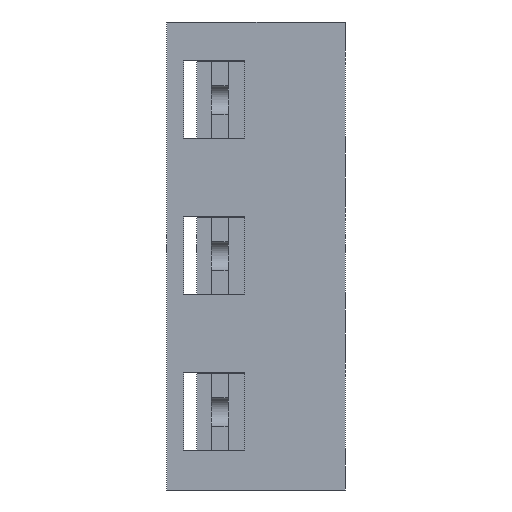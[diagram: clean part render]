
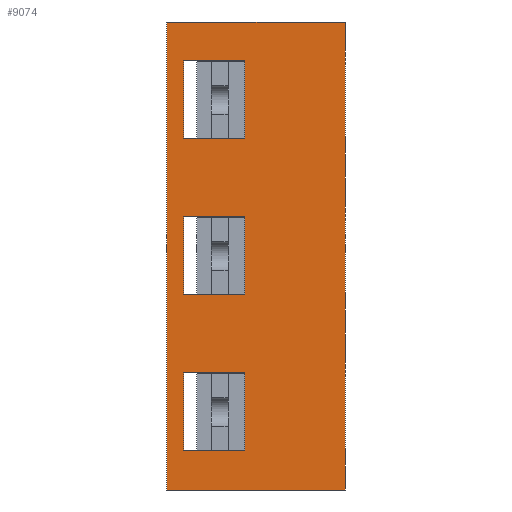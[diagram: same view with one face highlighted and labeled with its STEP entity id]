
A CAD part, left-side view. The second image highlights one B-rep face of the part: STEP entity #9074.
In plain terms, the highlighted planar face has unit normal (-1, 0, 0).
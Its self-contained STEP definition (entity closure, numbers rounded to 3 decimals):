
#17=DIRECTION('',(0.,-1.,0.));
#18=VECTOR('',#17,16.);
#19=CARTESIAN_POINT('',(-17.5,12.5,2016.));
#20=LINE('',#19,#18);
#497=DIRECTION('',(0.,-1.,0.));
#498=VECTOR('',#497,16.);
#499=CARTESIAN_POINT('',(-17.5,12.5,1974.));
#500=LINE('',#499,#498);
#501=DIRECTION('',(0.,0.,1.));
#502=VECTOR('',#501,42.);
#503=CARTESIAN_POINT('',(-17.5,12.5,1974.));
#504=LINE('',#503,#502);
#505=DIRECTION('',(0.,-1.,0.));
#506=VECTOR('',#505,5.5);
#507=CARTESIAN_POINT('',(-17.5,11.,2005.5));
#508=LINE('',#507,#506);
#509=DIRECTION('',(0.,0.,1.));
#510=VECTOR('',#509,7.);
#511=CARTESIAN_POINT('',(-17.5,5.5,2005.5));
#512=LINE('',#511,#510);
#513=DIRECTION('',(0.,1.,0.));
#514=VECTOR('',#513,5.5);
#515=CARTESIAN_POINT('',(-17.5,5.5,2012.5));
#516=LINE('',#515,#514);
#517=DIRECTION('',(0.,0.,-1.));
#518=VECTOR('',#517,7.);
#519=CARTESIAN_POINT('',(-17.5,11.,2012.5));
#520=LINE('',#519,#518);
#521=DIRECTION('',(0.,-1.,0.));
#522=VECTOR('',#521,5.5);
#523=CARTESIAN_POINT('',(-17.5,11.,1991.5));
#524=LINE('',#523,#522);
#525=DIRECTION('',(0.,0.,1.));
#526=VECTOR('',#525,7.);
#527=CARTESIAN_POINT('',(-17.5,5.5,1991.5));
#528=LINE('',#527,#526);
#529=DIRECTION('',(0.,1.,0.));
#530=VECTOR('',#529,5.5);
#531=CARTESIAN_POINT('',(-17.5,5.5,1998.5));
#532=LINE('',#531,#530);
#533=DIRECTION('',(0.,0.,-1.));
#534=VECTOR('',#533,7.);
#535=CARTESIAN_POINT('',(-17.5,11.,1998.5));
#536=LINE('',#535,#534);
#537=DIRECTION('',(0.,-1.,0.));
#538=VECTOR('',#537,5.5);
#539=CARTESIAN_POINT('',(-17.5,11.,1977.5));
#540=LINE('',#539,#538);
#541=DIRECTION('',(0.,0.,1.));
#542=VECTOR('',#541,7.);
#543=CARTESIAN_POINT('',(-17.5,5.5,1977.5));
#544=LINE('',#543,#542);
#545=DIRECTION('',(0.,1.,0.));
#546=VECTOR('',#545,5.5);
#547=CARTESIAN_POINT('',(-17.5,5.5,1984.5));
#548=LINE('',#547,#546);
#549=DIRECTION('',(0.,0.,-1.));
#550=VECTOR('',#549,7.);
#551=CARTESIAN_POINT('',(-17.5,11.,1984.5));
#552=LINE('',#551,#550);
#573=DIRECTION('',(0.,0.,1.));
#574=VECTOR('',#573,42.);
#575=CARTESIAN_POINT('',(-17.5,-3.5,1974.));
#576=LINE('',#575,#574);
#7014=CARTESIAN_POINT('',(-17.5,12.5,2016.));
#7015=VERTEX_POINT('',#7014);
#7016=CARTESIAN_POINT('',(-17.5,-3.5,2016.));
#7017=VERTEX_POINT('',#7016);
#7258=CARTESIAN_POINT('',(-17.5,12.5,1974.));
#7259=VERTEX_POINT('',#7258);
#7260=CARTESIAN_POINT('',(-17.5,-3.5,1974.));
#7261=VERTEX_POINT('',#7260);
#7396=CARTESIAN_POINT('',(-17.5,11.,2005.5));
#7397=CARTESIAN_POINT('',(-17.5,5.5,2005.5));
#7398=VERTEX_POINT('',#7396);
#7399=VERTEX_POINT('',#7397);
#7400=CARTESIAN_POINT('',(-17.5,5.5,2012.5));
#7401=VERTEX_POINT('',#7400);
#7402=CARTESIAN_POINT('',(-17.5,11.,2012.5));
#7403=VERTEX_POINT('',#7402);
#7412=CARTESIAN_POINT('',(-17.5,11.,1991.5));
#7413=CARTESIAN_POINT('',(-17.5,5.5,1991.5));
#7414=VERTEX_POINT('',#7412);
#7415=VERTEX_POINT('',#7413);
#7416=CARTESIAN_POINT('',(-17.5,5.5,1998.5));
#7417=VERTEX_POINT('',#7416);
#7418=CARTESIAN_POINT('',(-17.5,11.,1998.5));
#7419=VERTEX_POINT('',#7418);
#7428=CARTESIAN_POINT('',(-17.5,11.,1977.5));
#7429=CARTESIAN_POINT('',(-17.5,5.5,1977.5));
#7430=VERTEX_POINT('',#7428);
#7431=VERTEX_POINT('',#7429);
#7432=CARTESIAN_POINT('',(-17.5,5.5,1984.5));
#7433=VERTEX_POINT('',#7432);
#7434=CARTESIAN_POINT('',(-17.5,11.,1984.5));
#7435=VERTEX_POINT('',#7434);
#9037=CARTESIAN_POINT('',(-17.5,12.5,0.));
#9038=DIRECTION('',(-1.,0.,0.));
#9039=DIRECTION('',(0.,-1.,0.));
#9040=AXIS2_PLACEMENT_3D('',#9037,#9038,#9039);
#9041=PLANE('',#9040);
#9042=ORIENTED_EDGE('',*,*,#8912,.F.);
#9044=ORIENTED_EDGE('',*,*,#9043,.T.);
#9045=ORIENTED_EDGE('',*,*,#8529,.T.);
#9047=ORIENTED_EDGE('',*,*,#9046,.F.);
#9048=EDGE_LOOP('',(#9042,#9044,#9045,#9047));
#9049=FACE_OUTER_BOUND('',#9048,.F.);
#9051=ORIENTED_EDGE('',*,*,#9050,.T.);
#9053=ORIENTED_EDGE('',*,*,#9052,.T.);
#9055=ORIENTED_EDGE('',*,*,#9054,.T.);
#9056=ORIENTED_EDGE('',*,*,#8985,.T.);
#9057=EDGE_LOOP('',(#9051,#9053,#9055,#9056));
#9058=FACE_BOUND('',#9057,.F.);
#9060=ORIENTED_EDGE('',*,*,#9059,.T.);
#9062=ORIENTED_EDGE('',*,*,#9061,.T.);
#9064=ORIENTED_EDGE('',*,*,#9063,.T.);
#9065=ORIENTED_EDGE('',*,*,#8978,.T.);
#9066=EDGE_LOOP('',(#9060,#9062,#9064,#9065));
#9067=FACE_BOUND('',#9066,.F.);
#9068=ORIENTED_EDGE('',*,*,#9004,.T.);
#9069=ORIENTED_EDGE('',*,*,#9018,.T.);
#9070=ORIENTED_EDGE('',*,*,#9031,.T.);
#9071=ORIENTED_EDGE('',*,*,#8971,.T.);
#9072=EDGE_LOOP('',(#9068,#9069,#9070,#9071));
#9073=FACE_BOUND('',#9072,.F.);
#9074=ADVANCED_FACE('',(#9049,#9058,#9067,#9073),#9041,.T.);
#8529=EDGE_CURVE('',#7015,#7017,#20,.T.);
#8912=EDGE_CURVE('',#7259,#7261,#500,.T.);
#8971=EDGE_CURVE('',#7435,#7430,#552,.T.);
#8978=EDGE_CURVE('',#7419,#7414,#536,.T.);
#8985=EDGE_CURVE('',#7403,#7398,#520,.T.);
#9004=EDGE_CURVE('',#7430,#7431,#540,.T.);
#9018=EDGE_CURVE('',#7431,#7433,#544,.T.);
#9031=EDGE_CURVE('',#7433,#7435,#548,.T.);
#9043=EDGE_CURVE('',#7259,#7015,#504,.T.);
#9046=EDGE_CURVE('',#7261,#7017,#576,.T.);
#9050=EDGE_CURVE('',#7398,#7399,#508,.T.);
#9052=EDGE_CURVE('',#7399,#7401,#512,.T.);
#9054=EDGE_CURVE('',#7401,#7403,#516,.T.);
#9059=EDGE_CURVE('',#7414,#7415,#524,.T.);
#9061=EDGE_CURVE('',#7415,#7417,#528,.T.);
#9063=EDGE_CURVE('',#7417,#7419,#532,.T.);
